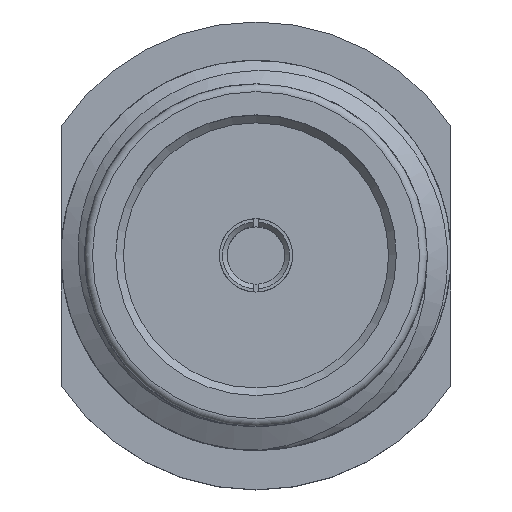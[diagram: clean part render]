
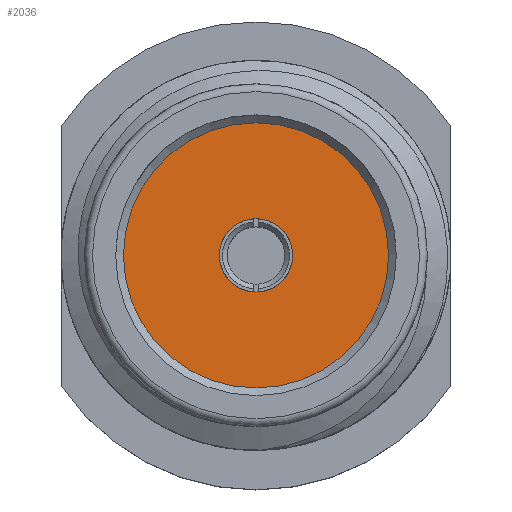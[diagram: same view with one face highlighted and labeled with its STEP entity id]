
A CAD part, top view. The second image highlights one B-rep face of the part: STEP entity #2036.
In plain terms, the highlighted planar face has unit normal (0, 0, 1).
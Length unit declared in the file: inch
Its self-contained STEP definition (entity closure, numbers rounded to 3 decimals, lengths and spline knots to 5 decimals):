
#99 = DIRECTION ( 'NONE',  ( 0., 0., 1. ) ) ;
#105 = AXIS2_PLACEMENT_3D ( 'NONE', #1777, #99, #1786 ) ;
#182 = EDGE_CURVE ( 'NONE', #960, #960, #1370, .T. ) ;
#194 = DIRECTION ( 'NONE',  ( 0., 0., 1. ) ) ;
#245 = DIRECTION ( 'NONE',  ( 1., 0., 0. ) ) ;
#276 = EDGE_LOOP ( 'NONE', ( #1779 ) ) ;
#294 = CARTESIAN_POINT ( 'NONE',  ( 0.085, 0., -0.075 ) ) ;
#546 = CARTESIAN_POINT ( 'NONE',  ( 0., 0., -0.075 ) ) ;
#593 = ORIENTED_EDGE ( 'NONE', *, *, #182, .T. ) ;
#688 = AXIS2_PLACEMENT_3D ( 'NONE', #546, #194, #1930 ) ;
#764 = EDGE_LOOP ( 'NONE', ( #593 ) ) ;
#835 = AXIS2_PLACEMENT_3D ( 'NONE', #1780, #1805, #245 ) ;
#960 = VERTEX_POINT ( 'NONE', #294 ) ;
#973 = CARTESIAN_POINT ( 'NONE',  ( 0.0235, 0., -0.075 ) ) ;
#1254 = EDGE_CURVE ( 'NONE', #2173, #2173, #1641, .T. ) ;
#1337 = FACE_BOUND ( 'NONE', #276, .T. ) ;
#1368 = FACE_OUTER_BOUND ( 'NONE', #764, .T. ) ;
#1370 = CIRCLE ( 'NONE', #688, 0.085 ) ;
#1612 = PLANE ( 'NONE',  #835 ) ;
#1641 = CIRCLE ( 'NONE', #105, 0.0235 ) ;
#1777 = CARTESIAN_POINT ( 'NONE',  ( 0., 0., -0.075 ) ) ;
#1779 = ORIENTED_EDGE ( 'NONE', *, *, #1254, .F. ) ;
#1780 = CARTESIAN_POINT ( 'NONE',  ( 0., 0., -0.075 ) ) ;
#1786 = DIRECTION ( 'NONE',  ( 1., 0., 0. ) ) ;
#1805 = DIRECTION ( 'NONE',  ( 0., 0., 1. ) ) ;
#1930 = DIRECTION ( 'NONE',  ( 1., 0., 0. ) ) ;
#2036 = ADVANCED_FACE ( 'NONE', ( #1337, #1368 ), #1612, .T. ) ;
#2173 = VERTEX_POINT ( 'NONE', #973 ) ;
